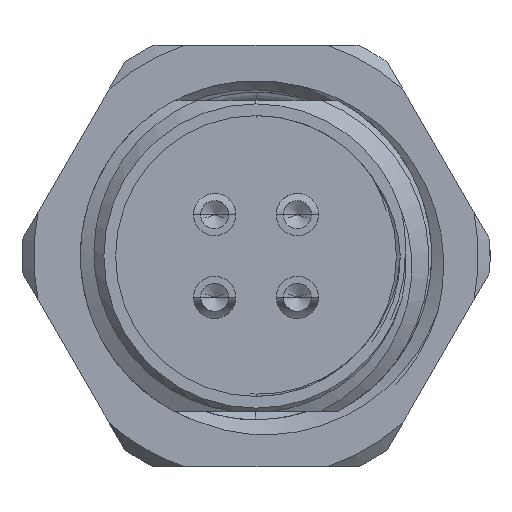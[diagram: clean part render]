
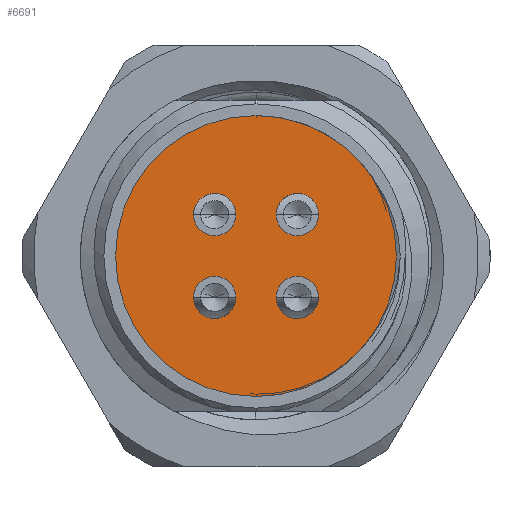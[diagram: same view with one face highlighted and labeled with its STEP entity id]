
A CAD part, left-side view. The second image highlights one B-rep face of the part: STEP entity #6691.
In plain terms, the highlighted planar face has unit normal (-1, 0, 0).
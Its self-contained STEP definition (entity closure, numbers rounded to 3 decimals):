
#108 = CIRCLE ( 'NONE', #1948, 0.9 ) ;
#149 = DIRECTION ( 'NONE',  ( -1., 0., 0. ) ) ;
#651 = ORIENTED_EDGE ( 'NONE', *, *, #1436, .F. ) ;
#731 = DIRECTION ( 'NONE',  ( -1., 0., 0. ) ) ;
#1143 = CIRCLE ( 'NONE', #1754, 6. ) ;
#1221 = AXIS2_PLACEMENT_3D ( 'NONE', #9859, #149, #7236 ) ;
#1436 = EDGE_CURVE ( 'NONE', #8607, #10037, #7294, .T. ) ;
#1682 = EDGE_CURVE ( 'NONE', #9085, #9472, #10165, .T. ) ;
#1754 = AXIS2_PLACEMENT_3D ( 'NONE', #6710, #9596, #8574 ) ;
#1846 = DIRECTION ( 'NONE',  ( -1., 0., 0. ) ) ;
#1896 = CARTESIAN_POINT ( 'NONE',  ( -13., 1.768, 1.768 ) ) ;
#1948 = AXIS2_PLACEMENT_3D ( 'NONE', #8685, #2713, #6774 ) ;
#2017 = CARTESIAN_POINT ( 'NONE',  ( -13., 2.668, 1.768 ) ) ;
#2037 = EDGE_CURVE ( 'NONE', #6150, #6034, #9738, .T. ) ;
#2181 = CARTESIAN_POINT ( 'NONE',  ( -13., 1.768, -1.768 ) ) ;
#2190 = CARTESIAN_POINT ( 'NONE',  ( -13., -1.768, 1.768 ) ) ;
#2210 = ORIENTED_EDGE ( 'NONE', *, *, #10070, .F. ) ;
#2444 = EDGE_CURVE ( 'NONE', #10547, #2629, #11808, .T. ) ;
#2532 = CARTESIAN_POINT ( 'NONE',  ( -13., -2.668, 1.768 ) ) ;
#2556 = AXIS2_PLACEMENT_3D ( 'NONE', #2190, #6329, #5305 ) ;
#2629 = VERTEX_POINT ( 'NONE', #3577 ) ;
#2713 = DIRECTION ( 'NONE',  ( -1., 0., 0. ) ) ;
#2725 = VERTEX_POINT ( 'NONE', #2017 ) ;
#2764 = CARTESIAN_POINT ( 'NONE',  ( -13., -0.868, -1.768 ) ) ;
#2799 = DIRECTION ( 'NONE',  ( -1., 0., 0. ) ) ;
#2887 = CARTESIAN_POINT ( 'NONE',  ( -13., 0., 0. ) ) ;
#2948 = DIRECTION ( 'NONE',  ( -1., 0., 0. ) ) ;
#3009 = DIRECTION ( 'NONE',  ( 0., -1., 0. ) ) ;
#3417 = EDGE_LOOP ( 'NONE', ( #12392, #12293 ) ) ;
#3577 = CARTESIAN_POINT ( 'NONE',  ( -13., -2.668, -1.768 ) ) ;
#3743 = FACE_OUTER_BOUND ( 'NONE', #3417, .T. ) ;
#3756 = CARTESIAN_POINT ( 'NONE',  ( -13., -0.868, 1.768 ) ) ;
#3799 = VERTEX_POINT ( 'NONE', #5937 ) ;
#3866 = FACE_BOUND ( 'NONE', #7671, .T. ) ;
#4011 = AXIS2_PLACEMENT_3D ( 'NONE', #2887, #2948, #6893 ) ;
#4877 = DIRECTION ( 'NONE',  ( 0., -1., 0. ) ) ;
#4882 = CIRCLE ( 'NONE', #10225, 0.9 ) ;
#5203 = EDGE_LOOP ( 'NONE', ( #8683, #7561 ) ) ;
#5305 = DIRECTION ( 'NONE',  ( 0., -1., 0. ) ) ;
#5350 = AXIS2_PLACEMENT_3D ( 'NONE', #1896, #2799, #8835 ) ;
#5467 = EDGE_CURVE ( 'NONE', #2725, #3799, #5755, .T. ) ;
#5626 = EDGE_CURVE ( 'NONE', #3799, #2725, #9839, .T. ) ;
#5702 = FACE_BOUND ( 'NONE', #9347, .T. ) ;
#5755 = CIRCLE ( 'NONE', #1221, 0.9 ) ;
#5774 = ORIENTED_EDGE ( 'NONE', *, *, #2444, .F. ) ;
#5937 = CARTESIAN_POINT ( 'NONE',  ( -13., 0.868, 1.768 ) ) ;
#6034 = VERTEX_POINT ( 'NONE', #10273 ) ;
#6150 = VERTEX_POINT ( 'NONE', #6910 ) ;
#6285 = AXIS2_PLACEMENT_3D ( 'NONE', #7256, #6993, #8071 ) ;
#6329 = DIRECTION ( 'NONE',  ( -1., 0., 0. ) ) ;
#6691 = ADVANCED_FACE ( 'NONE', ( #9708, #12673, #5702, #3866, #3743 ), #7781, .T. ) ;
#6710 = CARTESIAN_POINT ( 'NONE',  ( -13., 0., 0. ) ) ;
#6716 = EDGE_CURVE ( 'NONE', #9472, #9085, #1143, .T. ) ;
#6774 = DIRECTION ( 'NONE',  ( 0., -1., 0. ) ) ;
#6857 = ORIENTED_EDGE ( 'NONE', *, *, #5626, .F. ) ;
#6893 = DIRECTION ( 'NONE',  ( 0., -1., 0. ) ) ;
#6910 = CARTESIAN_POINT ( 'NONE',  ( -13., 2.668, -1.768 ) ) ;
#6993 = DIRECTION ( 'NONE',  ( 1., 0., 0. ) ) ;
#7236 = DIRECTION ( 'NONE',  ( 0., -1., 0. ) ) ;
#7238 = EDGE_LOOP ( 'NONE', ( #2210, #5774 ) ) ;
#7256 = CARTESIAN_POINT ( 'NONE',  ( -13., 0., 0. ) ) ;
#7294 = CIRCLE ( 'NONE', #2556, 0.9 ) ;
#7561 = ORIENTED_EDGE ( 'NONE', *, *, #2037, .F. ) ;
#7671 = EDGE_LOOP ( 'NONE', ( #6857, #11150 ) ) ;
#7781 = PLANE ( 'NONE',  #4011 ) ;
#7895 = AXIS2_PLACEMENT_3D ( 'NONE', #10658, #1846, #4877 ) ;
#7964 = DIRECTION ( 'NONE',  ( -1., 0., 0. ) ) ;
#8071 = DIRECTION ( 'NONE',  ( 0., 1., 0. ) ) ;
#8574 = DIRECTION ( 'NONE',  ( 0., 1., 0. ) ) ;
#8607 = VERTEX_POINT ( 'NONE', #2532 ) ;
#8683 = ORIENTED_EDGE ( 'NONE', *, *, #12641, .F. ) ;
#8685 = CARTESIAN_POINT ( 'NONE',  ( -13., -1.768, 1.768 ) ) ;
#8835 = DIRECTION ( 'NONE',  ( 0., -1., 0. ) ) ;
#9085 = VERTEX_POINT ( 'NONE', #9392 ) ;
#9132 = AXIS2_PLACEMENT_3D ( 'NONE', #9617, #10831, #11728 ) ;
#9347 = EDGE_LOOP ( 'NONE', ( #651, #10427 ) ) ;
#9392 = CARTESIAN_POINT ( 'NONE',  ( -13., -6., 0. ) ) ;
#9472 = VERTEX_POINT ( 'NONE', #10216 ) ;
#9546 = DIRECTION ( 'NONE',  ( 0., -1., 0. ) ) ;
#9596 = DIRECTION ( 'NONE',  ( 1., 0., 0. ) ) ;
#9617 = CARTESIAN_POINT ( 'NONE',  ( -13., 1.768, -1.768 ) ) ;
#9708 = FACE_BOUND ( 'NONE', #7238, .T. ) ;
#9738 = CIRCLE ( 'NONE', #9132, 0.9 ) ;
#9839 = CIRCLE ( 'NONE', #5350, 0.9 ) ;
#9859 = CARTESIAN_POINT ( 'NONE',  ( -13., 1.768, 1.768 ) ) ;
#10037 = VERTEX_POINT ( 'NONE', #3756 ) ;
#10070 = EDGE_CURVE ( 'NONE', #2629, #10547, #12016, .T. ) ;
#10165 = CIRCLE ( 'NONE', #6285, 6. ) ;
#10216 = CARTESIAN_POINT ( 'NONE',  ( -13., 6., 0. ) ) ;
#10225 = AXIS2_PLACEMENT_3D ( 'NONE', #2181, #7964, #3009 ) ;
#10273 = CARTESIAN_POINT ( 'NONE',  ( -13., 0.868, -1.768 ) ) ;
#10427 = ORIENTED_EDGE ( 'NONE', *, *, #10773, .F. ) ;
#10547 = VERTEX_POINT ( 'NONE', #2764 ) ;
#10658 = CARTESIAN_POINT ( 'NONE',  ( -13., -1.768, -1.768 ) ) ;
#10773 = EDGE_CURVE ( 'NONE', #10037, #8607, #108, .T. ) ;
#10831 = DIRECTION ( 'NONE',  ( -1., 0., 0. ) ) ;
#10997 = AXIS2_PLACEMENT_3D ( 'NONE', #12438, #731, #9546 ) ;
#11150 = ORIENTED_EDGE ( 'NONE', *, *, #5467, .F. ) ;
#11728 = DIRECTION ( 'NONE',  ( 0., -1., 0. ) ) ;
#11808 = CIRCLE ( 'NONE', #7895, 0.9 ) ;
#12016 = CIRCLE ( 'NONE', #10997, 0.9 ) ;
#12293 = ORIENTED_EDGE ( 'NONE', *, *, #1682, .F. ) ;
#12392 = ORIENTED_EDGE ( 'NONE', *, *, #6716, .F. ) ;
#12438 = CARTESIAN_POINT ( 'NONE',  ( -13., -1.768, -1.768 ) ) ;
#12641 = EDGE_CURVE ( 'NONE', #6034, #6150, #4882, .T. ) ;
#12673 = FACE_BOUND ( 'NONE', #5203, .T. ) ;
